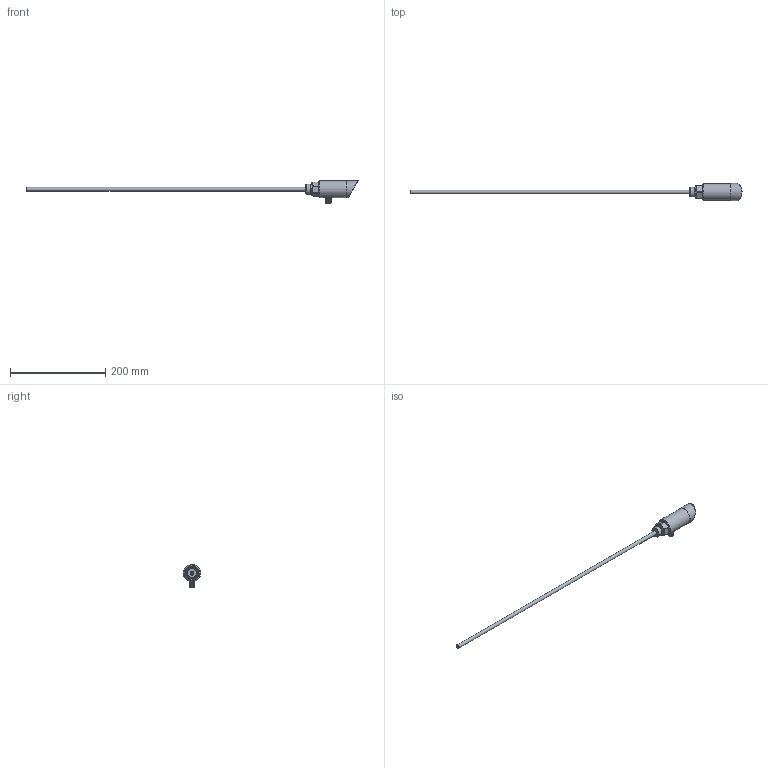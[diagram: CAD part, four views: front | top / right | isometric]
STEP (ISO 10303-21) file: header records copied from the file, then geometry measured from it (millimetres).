
FILE_DESCRIPTION(/* description */ (''),/* implementation_level */ '2;1');
FILE_NAME(/* name */ 'TS300-D8-G12M-L600.stp',/* time_stamp */ '2022-05-10T09:55:29+08:00',/* author */ (''),/* organization */ (''),/* preprocessor_version */ 'ST-DEVELOPER v16',/* originating_system */ 'SIEMENS PLM Software NX 10.0',/* authorisation */ '');
FILE_SCHEMA (('CONFIG_CONTROL_DESIGN'));
Length unit declared in the file: millimetre
Products named in the file (1): aee2b2447be12dd594473b6f87591fc3_step
Bounding box: 698 x 36 x 47.9 mm (x, y, z)
Volume: 120457.4 mm3; surface area: 32197.2 mm2
Topology: 4 solids, 4 shells, 372 faces, 1002 edges, 662 vertices
Faces by surface type: plane 284, cylinder 52, cone 13, bspline 12, sphere 10, torus 1
Full cylindrical faces by diameter (mm): 1 x10, 2.5 x2, 3.5 x2, 8 x1, 8.4 x1, 9 x2, 9.7 x1, 9.8 x1, 10.1 x1, 11 x1, 11.6 x1, 12 x1, 18.4 x1, 20.95 x1, 24 x1, 26 x2, 35.4 x1, 36 x1
Entity records: 12429 total; most frequent: CARTESIAN_POINT 3592, ORIENTED_EDGE 1792, DIRECTION 1672, EDGE_CURVE 896, LINE 732, VECTOR 732, VERTEX_POINT 621, AXIS2_PLACEMENT_3D 470
